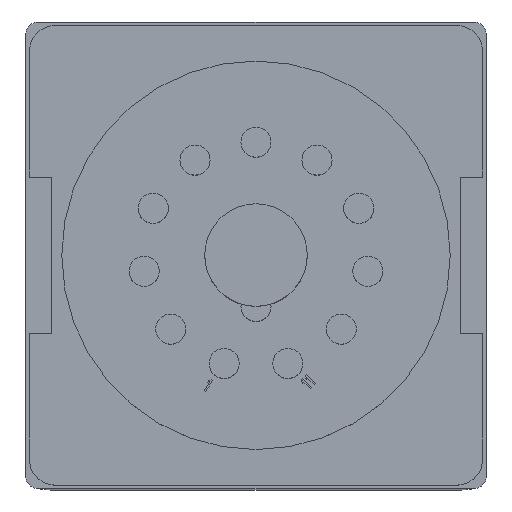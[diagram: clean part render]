
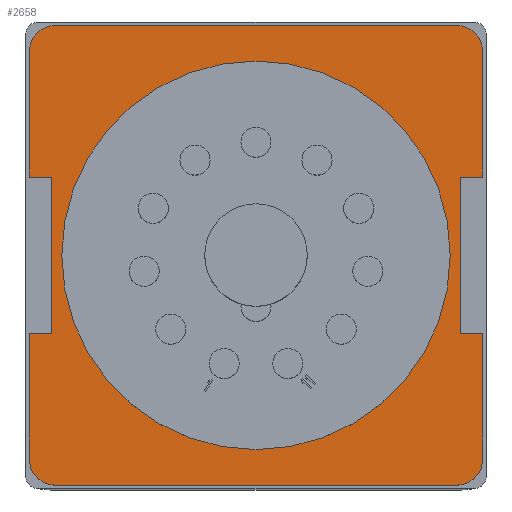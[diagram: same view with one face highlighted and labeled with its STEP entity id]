
A CAD part, top view. The second image highlights one B-rep face of the part: STEP entity #2658.
In plain terms, the highlighted planar face has unit normal (0, 0, 1).
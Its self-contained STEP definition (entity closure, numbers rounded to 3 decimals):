
#13=CARTESIAN_POINT('',(-15.36,15.6,0.));
#14=DIRECTION('',(0.,0.,-1.));
#15=DIRECTION('',(-1.,0.,0.));
#16=AXIS2_PLACEMENT_3D('',#13,#14,#15);
#18=DIRECTION('',(1.,0.,0.));
#19=VECTOR('',#18,30.72);
#20=CARTESIAN_POINT('',(-15.36,17.6,0.));
#21=LINE('',#20,#19);
#22=CARTESIAN_POINT('',(15.36,15.6,0.));
#23=DIRECTION('',(0.,0.,-1.));
#24=DIRECTION('',(0.,1.,0.));
#25=AXIS2_PLACEMENT_3D('',#22,#23,#24);
#27=DIRECTION('',(0.,-1.,0.));
#28=VECTOR('',#27,9.6);
#29=CARTESIAN_POINT('',(17.36,15.6,0.));
#30=LINE('',#29,#28);
#31=DIRECTION('',(1.,0.,0.));
#32=VECTOR('',#31,1.71);
#33=CARTESIAN_POINT('',(15.65,6.,0.));
#34=LINE('',#33,#32);
#35=DIRECTION('',(0.,1.,0.));
#36=VECTOR('',#35,12.);
#37=CARTESIAN_POINT('',(15.65,-6.,0.));
#38=LINE('',#37,#36);
#39=DIRECTION('',(-1.,0.,0.));
#40=VECTOR('',#39,1.71);
#41=CARTESIAN_POINT('',(17.36,-6.,0.));
#42=LINE('',#41,#40);
#43=DIRECTION('',(0.,1.,0.));
#44=VECTOR('',#43,9.6);
#45=CARTESIAN_POINT('',(17.36,-15.6,0.));
#46=LINE('',#45,#44);
#47=CARTESIAN_POINT('',(15.36,-15.6,0.));
#48=DIRECTION('',(0.,0.,-1.));
#49=DIRECTION('',(1.,0.,0.));
#50=AXIS2_PLACEMENT_3D('',#47,#48,#49);
#52=DIRECTION('',(-1.,0.,0.));
#53=VECTOR('',#52,30.72);
#54=CARTESIAN_POINT('',(15.36,-17.6,0.));
#55=LINE('',#54,#53);
#56=CARTESIAN_POINT('',(-15.36,-15.6,0.));
#57=DIRECTION('',(0.,0.,-1.));
#58=DIRECTION('',(0.,-1.,0.));
#59=AXIS2_PLACEMENT_3D('',#56,#57,#58);
#61=DIRECTION('',(0.,1.,0.));
#62=VECTOR('',#61,9.6);
#63=CARTESIAN_POINT('',(-17.36,-15.6,0.));
#64=LINE('',#63,#62);
#65=DIRECTION('',(-1.,0.,0.));
#66=VECTOR('',#65,1.71);
#67=CARTESIAN_POINT('',(-15.65,-6.,0.));
#68=LINE('',#67,#66);
#69=DIRECTION('',(0.,-1.,0.));
#70=VECTOR('',#69,12.);
#71=CARTESIAN_POINT('',(-15.65,6.,0.));
#72=LINE('',#71,#70);
#73=DIRECTION('',(1.,0.,0.));
#74=VECTOR('',#73,1.71);
#75=CARTESIAN_POINT('',(-17.36,6.,0.));
#76=LINE('',#75,#74);
#77=DIRECTION('',(0.,-1.,0.));
#78=VECTOR('',#77,9.6);
#79=CARTESIAN_POINT('',(-17.36,15.6,0.));
#80=LINE('',#79,#78);
#81=CARTESIAN_POINT('',(0.,0.,0.));
#82=DIRECTION('',(0.,0.,1.));
#83=DIRECTION('',(1.,0.,0.));
#84=AXIS2_PLACEMENT_3D('',#81,#82,#83);
#86=CARTESIAN_POINT('',(0.,0.,0.));
#87=DIRECTION('',(0.,0.,1.));
#88=DIRECTION('',(-1.,0.,0.));
#89=AXIS2_PLACEMENT_3D('',#86,#87,#88);
#2122=CARTESIAN_POINT('',(-17.36,15.6,0.));
#2123=CARTESIAN_POINT('',(-15.36,17.6,0.));
#2124=VERTEX_POINT('',#2122);
#2125=VERTEX_POINT('',#2123);
#2126=CARTESIAN_POINT('',(-17.36,-15.6,0.));
#2127=CARTESIAN_POINT('',(-17.36,-6.,0.));
#2128=VERTEX_POINT('',#2126);
#2129=VERTEX_POINT('',#2127);
#2130=CARTESIAN_POINT('',(-15.36,-17.6,0.));
#2131=VERTEX_POINT('',#2130);
#2132=CARTESIAN_POINT('',(15.36,-17.6,0.));
#2133=VERTEX_POINT('',#2132);
#2134=CARTESIAN_POINT('',(17.36,-15.6,0.));
#2135=VERTEX_POINT('',#2134);
#2136=CARTESIAN_POINT('',(17.36,15.6,0.));
#2137=CARTESIAN_POINT('',(17.36,6.,0.));
#2138=VERTEX_POINT('',#2136);
#2139=VERTEX_POINT('',#2137);
#2140=CARTESIAN_POINT('',(15.36,17.6,0.));
#2141=VERTEX_POINT('',#2140);
#2146=CARTESIAN_POINT('',(14.875,0.,0.));
#2147=CARTESIAN_POINT('',(-14.875,0.,0.));
#2148=VERTEX_POINT('',#2146);
#2149=VERTEX_POINT('',#2147);
#2170=CARTESIAN_POINT('',(-17.36,6.,0.));
#2171=VERTEX_POINT('',#2170);
#2172=CARTESIAN_POINT('',(-15.65,6.,0.));
#2173=VERTEX_POINT('',#2172);
#2174=CARTESIAN_POINT('',(-15.65,-6.,0.));
#2175=VERTEX_POINT('',#2174);
#2176=CARTESIAN_POINT('',(17.36,-6.,0.));
#2177=VERTEX_POINT('',#2176);
#2178=CARTESIAN_POINT('',(15.65,-6.,0.));
#2179=VERTEX_POINT('',#2178);
#2180=CARTESIAN_POINT('',(15.65,6.,0.));
#2181=VERTEX_POINT('',#2180);
#2613=CARTESIAN_POINT('',(0.,0.,0.));
#2614=DIRECTION('',(0.,0.,1.));
#2615=DIRECTION('',(1.,0.,0.));
#2616=AXIS2_PLACEMENT_3D('',#2613,#2614,#2615);
#2617=PLANE('',#2616);
#2619=ORIENTED_EDGE('',*,*,#2618,.T.);
#2621=ORIENTED_EDGE('',*,*,#2620,.T.);
#2623=ORIENTED_EDGE('',*,*,#2622,.T.);
#2625=ORIENTED_EDGE('',*,*,#2624,.T.);
#2627=ORIENTED_EDGE('',*,*,#2626,.F.);
#2629=ORIENTED_EDGE('',*,*,#2628,.F.);
#2631=ORIENTED_EDGE('',*,*,#2630,.F.);
#2633=ORIENTED_EDGE('',*,*,#2632,.F.);
#2635=ORIENTED_EDGE('',*,*,#2634,.T.);
#2637=ORIENTED_EDGE('',*,*,#2636,.T.);
#2639=ORIENTED_EDGE('',*,*,#2638,.T.);
#2641=ORIENTED_EDGE('',*,*,#2640,.T.);
#2643=ORIENTED_EDGE('',*,*,#2642,.F.);
#2645=ORIENTED_EDGE('',*,*,#2644,.F.);
#2647=ORIENTED_EDGE('',*,*,#2646,.F.);
#2649=ORIENTED_EDGE('',*,*,#2648,.F.);
#2650=EDGE_LOOP('',(#2619,#2621,#2623,#2625,#2627,#2629,#2631,#2633,#2635,#2637,
#2639,#2641,#2643,#2645,#2647,#2649));
#2651=FACE_OUTER_BOUND('',#2650,.F.);
#2653=ORIENTED_EDGE('',*,*,#2652,.T.);
#2655=ORIENTED_EDGE('',*,*,#2654,.T.);
#2656=EDGE_LOOP('',(#2653,#2655));
#2657=FACE_BOUND('',#2656,.F.);
#17=CIRCLE('',#16,2.);
#26=CIRCLE('',#25,2.);
#51=CIRCLE('',#50,2.);
#60=CIRCLE('',#59,2.);
#85=CIRCLE('',#84,14.875);
#90=CIRCLE('',#89,14.875);
#2618=EDGE_CURVE('',#2124,#2125,#17,.T.);
#2620=EDGE_CURVE('',#2125,#2141,#21,.T.);
#2622=EDGE_CURVE('',#2141,#2138,#26,.T.);
#2624=EDGE_CURVE('',#2138,#2139,#30,.T.);
#2626=EDGE_CURVE('',#2181,#2139,#34,.T.);
#2628=EDGE_CURVE('',#2179,#2181,#38,.T.);
#2630=EDGE_CURVE('',#2177,#2179,#42,.T.);
#2632=EDGE_CURVE('',#2135,#2177,#46,.T.);
#2634=EDGE_CURVE('',#2135,#2133,#51,.T.);
#2636=EDGE_CURVE('',#2133,#2131,#55,.T.);
#2638=EDGE_CURVE('',#2131,#2128,#60,.T.);
#2640=EDGE_CURVE('',#2128,#2129,#64,.T.);
#2642=EDGE_CURVE('',#2175,#2129,#68,.T.);
#2644=EDGE_CURVE('',#2173,#2175,#72,.T.);
#2646=EDGE_CURVE('',#2171,#2173,#76,.T.);
#2648=EDGE_CURVE('',#2124,#2171,#80,.T.);
#2652=EDGE_CURVE('',#2148,#2149,#85,.T.);
#2654=EDGE_CURVE('',#2149,#2148,#90,.T.);
#2658=ADVANCED_FACE('',(#2651,#2657),#2617,.T.);
